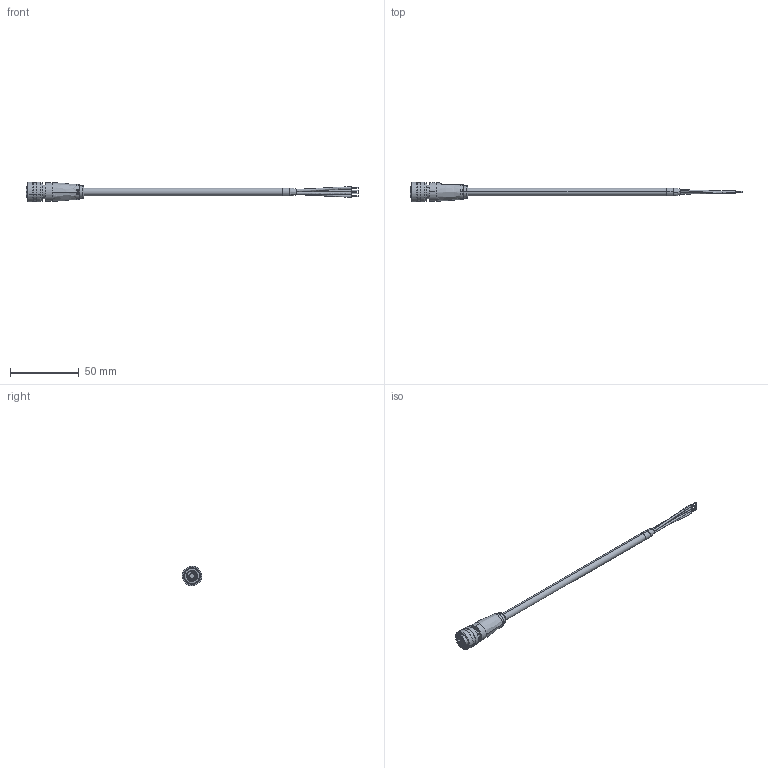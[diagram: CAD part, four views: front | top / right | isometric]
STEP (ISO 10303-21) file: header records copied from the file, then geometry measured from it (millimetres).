
FILE_DESCRIPTION (( 'STEP AP203' ), '1' );
FILE_NAME ('10-03804_revA.STEP', '2020-10-16T23:28:32', ( '' ), ( '' ), 'SwSTEP 2.0', 'SolidWorks 2015', '' );
FILE_SCHEMA (( 'CONFIG_CONTROL_DESIGN' ));
Length unit declared in the file: millimetre
Products named in the file (9): 50-00979-04___; 24-00349_Wire O6.8 mm; 50-00979___; 50-00979-02_For STEP files; 50-00979-05___; 50-00979-01___; 30-01570_M12 (50 with 5mm tinned); 10-03804_revA; 50-00979-03___
Assembly tree (10 placements, depth 3):
  10-03804_revA
    30-01570_M12 (50 with 5mm tinned)
    24-00349_Wire O6.8 mm
    50-00979___
      50-00979-01___
      50-00979-02_For STEP files
      50-00979-03___  x3
      50-00979-04___
      50-00979-05___
Bounding box: 242 x 14.48 x 14.48 mm (x, y, z)
Volume: 9330.8 mm3; surface area: 35848.6 mm2
Topology: 158 solids, 158 shells, 1398 faces, 3045 edges, 1986 vertices
Faces by surface type: cylinder 748, plane 458, bspline 74, torus 73, cone 45
Entity records: 39052 total; most frequent: CARTESIAN_POINT 10334, DIRECTION 6226, ORIENTED_EDGE 5216, AXIS2_PLACEMENT_3D 2650, EDGE_CURVE 2608, VERTEX_POINT 1714, EDGE_LOOP 1548, CIRCLE 1470
